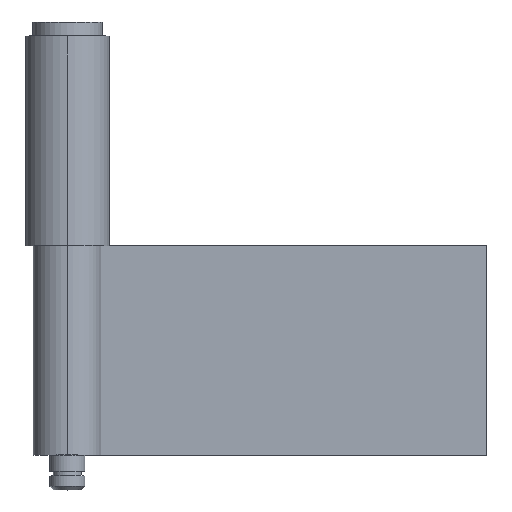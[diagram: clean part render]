
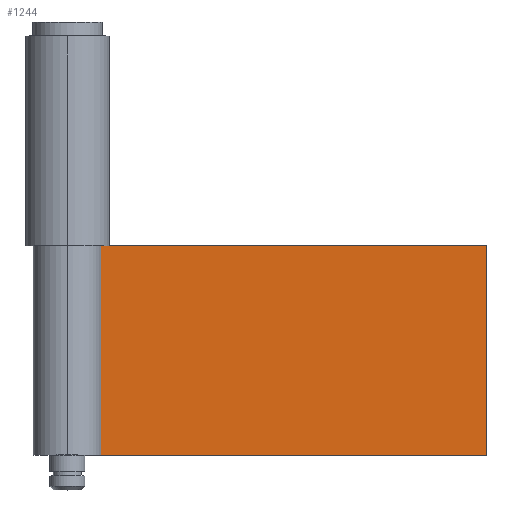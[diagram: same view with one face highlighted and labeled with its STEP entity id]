
A CAD part, top view. The second image highlights one B-rep face of the part: STEP entity #1244.
In plain terms, the highlighted planar face has unit normal (0, 0, 1).
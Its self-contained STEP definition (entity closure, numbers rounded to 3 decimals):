
#705 = VECTOR ( 'NONE', #770, 1000. ) ;
#708 = DIRECTION ( 'NONE',  ( 0., -1., 0. ) ) ;
#709 = CARTESIAN_POINT ( 'NONE',  ( 4.775, 30., 1.1 ) ) ;
#710 = LINE ( 'NONE', #709, #823 ) ;
#739 = CARTESIAN_POINT ( 'NONE',  ( 60., 0., 1.1 ) ) ;
#744 = CARTESIAN_POINT ( 'NONE',  ( 4.775, 30., 1.1 ) ) ;
#751 = CARTESIAN_POINT ( 'NONE',  ( 4.775, 0., 1.1 ) ) ;
#752 = CARTESIAN_POINT ( 'NONE',  ( 60., 30., 1.1 ) ) ;
#770 = DIRECTION ( 'NONE',  ( 0., -1., 0. ) ) ;
#779 = LINE ( 'NONE', #787, #705 ) ;
#787 = CARTESIAN_POINT ( 'NONE',  ( 60., 30., 1.1 ) ) ;
#823 = VECTOR ( 'NONE', #708, 1000. ) ;
#854 = LINE ( 'NONE', #873, #872 ) ;
#871 = DIRECTION ( 'NONE',  ( 1., 0., 0. ) ) ;
#872 = VECTOR ( 'NONE', #871, 1000. ) ;
#873 = CARTESIAN_POINT ( 'NONE',  ( 60., 30., 1.1 ) ) ;
#902 = PLANE ( 'NONE',  #911 ) ;
#904 = CARTESIAN_POINT ( 'NONE',  ( 60., 30., 1.1 ) ) ;
#905 = LINE ( 'NONE', #909, #908 ) ;
#907 = DIRECTION ( 'NONE',  ( 1., 0., 0. ) ) ;
#908 = VECTOR ( 'NONE', #907, 1000. ) ;
#909 = CARTESIAN_POINT ( 'NONE',  ( 60., 0., 1.1 ) ) ;
#910 = FACE_OUTER_BOUND ( 'NONE', #1239, .T. ) ;
#911 = AXIS2_PLACEMENT_3D ( 'NONE', #904, #913, #912 ) ;
#912 = DIRECTION ( 'NONE',  ( -1., 0., 0. ) ) ;
#913 = DIRECTION ( 'NONE',  ( 0., 0., -1. ) ) ;
#1123 = ORIENTED_EDGE ( 'NONE', *, *, #1194, .T. ) ;
#1130 = ORIENTED_EDGE ( 'NONE', *, *, #1131, .F. ) ;
#1131 = EDGE_CURVE ( 'NONE', #1206, #1160, #779, .T. ) ;
#1132 = ORIENTED_EDGE ( 'NONE', *, *, #1226, .F. ) ;
#1160 = VERTEX_POINT ( 'NONE', #739 ) ;
#1175 = VERTEX_POINT ( 'NONE', #744 ) ;
#1194 = EDGE_CURVE ( 'NONE', #1175, #1207, #710, .T. ) ;
#1206 = VERTEX_POINT ( 'NONE', #752 ) ;
#1207 = VERTEX_POINT ( 'NONE', #751 ) ;
#1226 = EDGE_CURVE ( 'NONE', #1175, #1206, #854, .T. ) ;
#1239 = EDGE_LOOP ( 'NONE', ( #1243, #1130, #1132, #1123 ) ) ;
#1243 = ORIENTED_EDGE ( 'NONE', *, *, #1247, .T. ) ;
#1244 = ADVANCED_FACE ( 'NONE', ( #910 ), #902, .F. ) ;
#1247 = EDGE_CURVE ( 'NONE', #1207, #1160, #905, .T. ) ;
